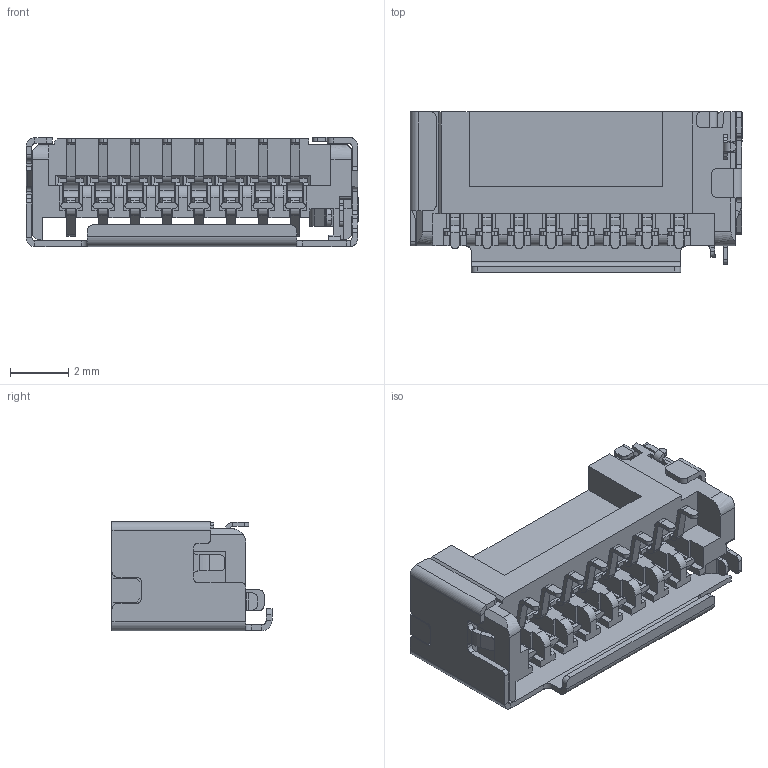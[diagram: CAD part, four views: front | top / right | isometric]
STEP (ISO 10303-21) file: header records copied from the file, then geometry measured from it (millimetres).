
FILE_DESCRIPTION (( 'STEP AP203' ), '1' );
FILE_NAME ('TF-027-H375.STEP', '2024-06-12T08:51:37', ( 'admin' ), ( '' ), 'SwSTEP 2.0', 'SolidWorks 2022', '' );
FILE_SCHEMA (( 'CONFIG_CONTROL_DESIGN' ));
Products named in the file (1): TF-027-H375
Bounding box: 11.41 x 5.5 x 3.76 mm (x, y, z)
Volume: 92.4 mm3; surface area: 563.6 mm2
Topology: 1 solids, 10 shells, 1390 faces, 3736 edges, 2320 vertices
Faces by surface type: bspline 1390
Entity records: 44280 total; most frequent: CARTESIAN_POINT 13675, ORIENTED_EDGE 7472, DIRECTION 4486, EDGE_CURVE 3736, VECTOR 2760, LINE 2760, VERTEX_POINT 2320, EDGE_LOOP 1398
